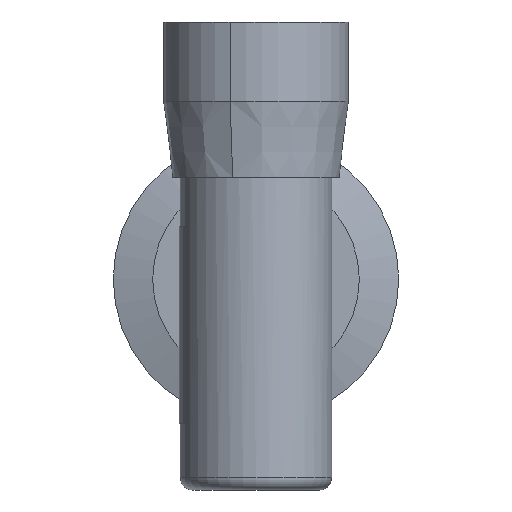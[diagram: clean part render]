
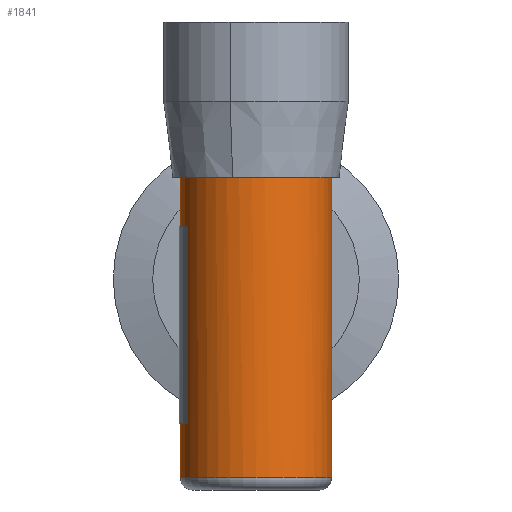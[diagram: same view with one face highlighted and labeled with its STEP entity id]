
A CAD part, left-side view. The second image highlights one B-rep face of the part: STEP entity #1841.
In plain terms, the highlighted cylindrical face has radius 14.541 mm (diameter 29.083 mm), a partial arc.
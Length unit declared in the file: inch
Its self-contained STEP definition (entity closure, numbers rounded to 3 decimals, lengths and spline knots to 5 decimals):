
#32 = DIRECTION ( 'NONE',  ( 0., -1., 0. ) ) ;
#245 = CARTESIAN_POINT ( 'NONE',  ( -0.25, -0.51503, 2.305 ) ) ;
#303 = CARTESIAN_POINT ( 'NONE',  ( 0., 0.5725, 2.355 ) ) ;
#412 = CARTESIAN_POINT ( 'NONE',  ( 0., 0., 2.305 ) ) ;
#453 = CARTESIAN_POINT ( 'NONE',  ( 0., -0.5725, 2.355 ) ) ;
#707 = EDGE_CURVE ( 'NONE', #2955, #4651, #3852, .T. ) ;
#811 = FACE_OUTER_BOUND ( 'NONE', #1105, .T. ) ;
#838 = CARTESIAN_POINT ( 'NONE',  ( 0., -0.5725, -0.072 ) ) ;
#1105 = EDGE_LOOP ( 'NONE', ( #6783, #3419, #2196, #6766, #6131, #3154 ) ) ;
#1125 = CIRCLE ( 'NONE', #2155, 0.5725 ) ;
#1503 = DIRECTION ( 'NONE',  ( 0., 0., 1. ) ) ;
#1688 = AXIS2_PLACEMENT_3D ( 'NONE', #5963, #2566, #6008 ) ;
#1841 = ADVANCED_FACE ( 'NONE', ( #811 ), #6755, .T. ) ;
#1844 = VERTEX_POINT ( 'NONE', #245 ) ;
#2030 = DIRECTION ( 'NONE',  ( 0., 0., -1. ) ) ;
#2155 = AXIS2_PLACEMENT_3D ( 'NONE', #412, #6697, #2667 ) ;
#2196 = ORIENTED_EDGE ( 'NONE', *, *, #2611, .T. ) ;
#2202 = VERTEX_POINT ( 'NONE', #3728 ) ;
#2469 = VECTOR ( 'NONE', #2985, 39.37008 ) ;
#2566 = DIRECTION ( 'NONE',  ( 0., 0., -1. ) ) ;
#2611 = EDGE_CURVE ( 'NONE', #1844, #5001, #4056, .T. ) ;
#2657 = EDGE_CURVE ( 'NONE', #3908, #5001, #3673, .T. ) ;
#2667 = DIRECTION ( 'NONE',  ( 0., -1., 0. ) ) ;
#2955 = VERTEX_POINT ( 'NONE', #3787 ) ;
#2985 = DIRECTION ( 'NONE',  ( 0., 0., 1. ) ) ;
#3154 = ORIENTED_EDGE ( 'NONE', *, *, #7289, .T. ) ;
#3419 = ORIENTED_EDGE ( 'NONE', *, *, #6914, .F. ) ;
#3673 = CIRCLE ( 'NONE', #3806, 0.5725 ) ;
#3728 = CARTESIAN_POINT ( 'NONE',  ( 0., 0.5725, -0.072 ) ) ;
#3787 = CARTESIAN_POINT ( 'NONE',  ( 0., -0.5725, 2.305 ) ) ;
#3806 = AXIS2_PLACEMENT_3D ( 'NONE', #5294, #1503, #4819 ) ;
#3852 = LINE ( 'NONE', #453, #6334 ) ;
#3908 = VERTEX_POINT ( 'NONE', #6339 ) ;
#4056 = LINE ( 'NONE', #6309, #2469 ) ;
#4260 = LINE ( 'NONE', #303, #6360 ) ;
#4640 = CARTESIAN_POINT ( 'NONE',  ( 0., 0., -0.072 ) ) ;
#4651 = VERTEX_POINT ( 'NONE', #838 ) ;
#4677 = AXIS2_PLACEMENT_3D ( 'NONE', #4640, #5076, #32 ) ;
#4819 = DIRECTION ( 'NONE',  ( 0., -1., 0. ) ) ;
#4848 = DIRECTION ( 'NONE',  ( 0., 0., -1. ) ) ;
#5001 = VERTEX_POINT ( 'NONE', #7089 ) ;
#5076 = DIRECTION ( 'NONE',  ( 0., 0., 1. ) ) ;
#5294 = CARTESIAN_POINT ( 'NONE',  ( 0., 0., 2.355 ) ) ;
#5963 = CARTESIAN_POINT ( 'NONE',  ( 0., 0., 2.355 ) ) ;
#6003 = CIRCLE ( 'NONE', #4677, 0.5725 ) ;
#6008 = DIRECTION ( 'NONE',  ( 0., 1., 0. ) ) ;
#6131 = ORIENTED_EDGE ( 'NONE', *, *, #6621, .T. ) ;
#6309 = CARTESIAN_POINT ( 'NONE',  ( -0.25, -0.51503, 2.305 ) ) ;
#6334 = VECTOR ( 'NONE', #2030, 39.37008 ) ;
#6339 = CARTESIAN_POINT ( 'NONE',  ( 0., 0.5725, 2.355 ) ) ;
#6360 = VECTOR ( 'NONE', #4848, 39.37008 ) ;
#6621 = EDGE_CURVE ( 'NONE', #3908, #2202, #4260, .T. ) ;
#6697 = DIRECTION ( 'NONE',  ( 0., 0., 1. ) ) ;
#6755 = CYLINDRICAL_SURFACE ( 'NONE', #1688, 0.5725 ) ;
#6766 = ORIENTED_EDGE ( 'NONE', *, *, #2657, .F. ) ;
#6783 = ORIENTED_EDGE ( 'NONE', *, *, #707, .F. ) ;
#6914 = EDGE_CURVE ( 'NONE', #1844, #2955, #1125, .T. ) ;
#7089 = CARTESIAN_POINT ( 'NONE',  ( -0.25, -0.51503, 2.355 ) ) ;
#7289 = EDGE_CURVE ( 'NONE', #2202, #4651, #6003, .T. ) ;
